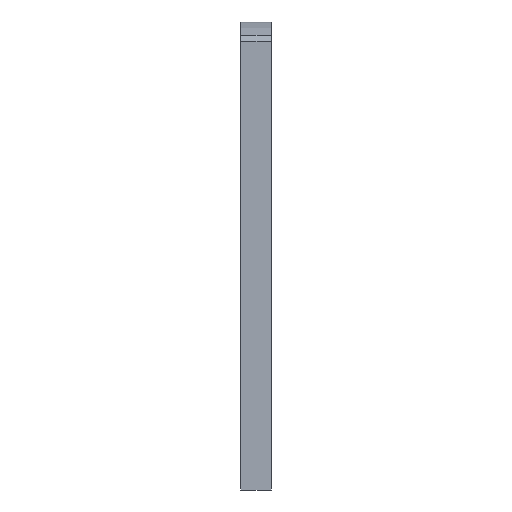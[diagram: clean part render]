
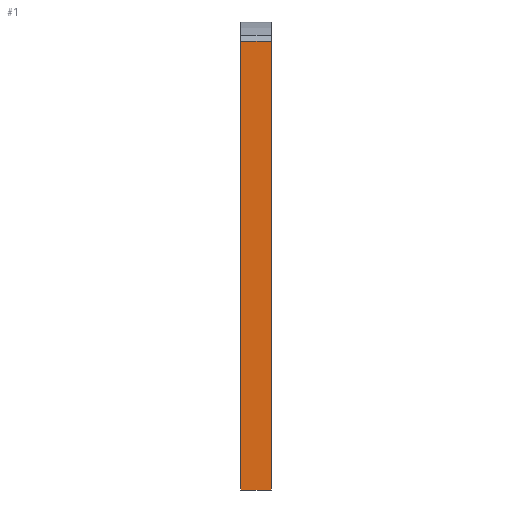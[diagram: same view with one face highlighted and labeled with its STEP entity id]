
A CAD part, left-side view. The second image highlights one B-rep face of the part: STEP entity #1.
In plain terms, the highlighted planar face has unit normal (-1, 0, 0).
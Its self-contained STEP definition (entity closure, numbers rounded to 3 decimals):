
#1 = ADVANCED_FACE ( 'NONE', ( #324 ), #567, .T. ) ;
#13 = CARTESIAN_POINT ( 'NONE',  ( -29.359, 0., -3.232 ) ) ;
#53 = CARTESIAN_POINT ( 'NONE',  ( -29.359, -3., -4.207 ) ) ;
#78 = DIRECTION ( 'NONE',  ( 0., 0., 1. ) ) ;
#109 = LINE ( 'NONE', #418, #728 ) ;
#223 = EDGE_LOOP ( 'NONE', ( #544, #459, #727, #329 ) ) ;
#234 = VERTEX_POINT ( 'NONE', #772 ) ;
#254 = EDGE_CURVE ( 'NONE', #258, #659, #628, .T. ) ;
#257 = CARTESIAN_POINT ( 'NONE',  ( -29.359, -3., -3.232 ) ) ;
#258 = VERTEX_POINT ( 'NONE', #633 ) ;
#288 = DIRECTION ( 'NONE',  ( 0., 1., 0. ) ) ;
#324 = FACE_OUTER_BOUND ( 'NONE', #223, .T. ) ;
#329 = ORIENTED_EDGE ( 'NONE', *, *, #602, .T. ) ;
#383 = DIRECTION ( 'NONE',  ( 0., 0., 1. ) ) ;
#387 = DIRECTION ( 'NONE',  ( 0., -1., 0. ) ) ;
#402 = AXIS2_PLACEMENT_3D ( 'NONE', #257, #721, #383 ) ;
#418 = CARTESIAN_POINT ( 'NONE',  ( -29.359, -3., -48.325 ) ) ;
#459 = ORIENTED_EDGE ( 'NONE', *, *, #540, .F. ) ;
#477 = CARTESIAN_POINT ( 'NONE',  ( -29.359, 0., -48.325 ) ) ;
#519 = LINE ( 'NONE', #591, #580 ) ;
#540 = EDGE_CURVE ( 'NONE', #666, #258, #563, .T. ) ;
#544 = ORIENTED_EDGE ( 'NONE', *, *, #254, .F. ) ;
#563 = LINE ( 'NONE', #13, #681 ) ;
#567 = PLANE ( 'NONE',  #402 ) ;
#579 = VECTOR ( 'NONE', #387, 1000. ) ;
#580 = VECTOR ( 'NONE', #662, 1000. ) ;
#591 = CARTESIAN_POINT ( 'NONE',  ( -29.359, -3., -25.825 ) ) ;
#602 = EDGE_CURVE ( 'NONE', #234, #659, #519, .T. ) ;
#628 = LINE ( 'NONE', #705, #579 ) ;
#633 = CARTESIAN_POINT ( 'NONE',  ( -29.359, 0., -4.207 ) ) ;
#659 = VERTEX_POINT ( 'NONE', #53 ) ;
#662 = DIRECTION ( 'NONE',  ( 0., 0., 1. ) ) ;
#666 = VERTEX_POINT ( 'NONE', #477 ) ;
#681 = VECTOR ( 'NONE', #78, 1000. ) ;
#705 = CARTESIAN_POINT ( 'NONE',  ( -29.359, -73.464, -4.207 ) ) ;
#721 = DIRECTION ( 'NONE',  ( -1., 0., 0. ) ) ;
#727 = ORIENTED_EDGE ( 'NONE', *, *, #774, .F. ) ;
#728 = VECTOR ( 'NONE', #288, 1000. ) ;
#772 = CARTESIAN_POINT ( 'NONE',  ( -29.359, -3., -48.325 ) ) ;
#774 = EDGE_CURVE ( 'NONE', #234, #666, #109, .T. ) ;
